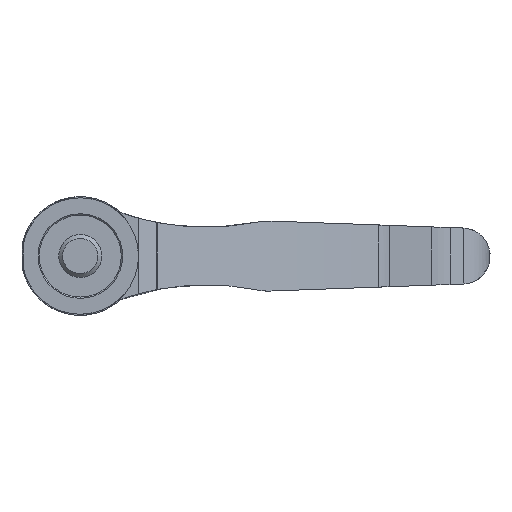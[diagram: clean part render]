
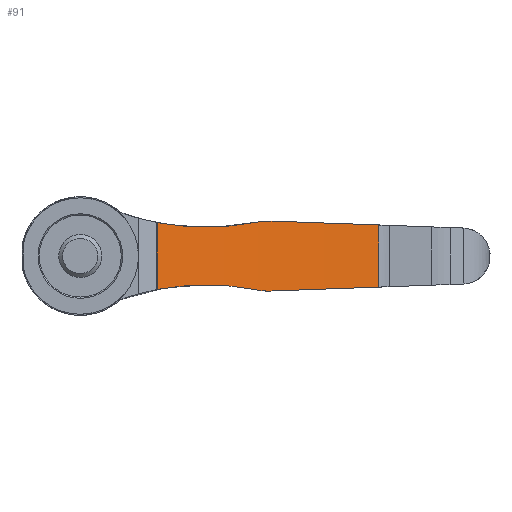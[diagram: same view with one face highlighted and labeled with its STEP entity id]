
A CAD part, front view. The second image highlights one B-rep face of the part: STEP entity #91.
In plain terms, the highlighted cylindrical face has radius 252.32 mm (diameter 504.64 mm), a partial arc.
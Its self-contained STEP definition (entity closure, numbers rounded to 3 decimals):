
#91 = ADVANCED_FACE( '', ( #232 ), #233, .F. );
#232 = FACE_OUTER_BOUND( '', #432, .T. );
#233 = CYLINDRICAL_SURFACE( '', #433, 252.32 );
#432 = EDGE_LOOP( '', ( #641, #642, #643, #644, #645, #646, #647, #648 ) );
#433 = AXIS2_PLACEMENT_3D( '', #649, #650, #651 );
#641 = ORIENTED_EDGE( '', *, *, #1141, .T. );
#642 = ORIENTED_EDGE( '', *, *, #1142, .F. );
#643 = ORIENTED_EDGE( '', *, *, #1143, .T. );
#644 = ORIENTED_EDGE( '', *, *, #1144, .T. );
#645 = ORIENTED_EDGE( '', *, *, #1145, .F. );
#646 = ORIENTED_EDGE( '', *, *, #1146, .T. );
#647 = ORIENTED_EDGE( '', *, *, #1147, .T. );
#648 = ORIENTED_EDGE( '', *, *, #1148, .F. );
#649 = CARTESIAN_POINT( '', ( 132.162, -195.671, 27.5 ) );
#650 = DIRECTION( '', ( 0., 0., 1. ) );
#651 = DIRECTION( '', ( -1., 0., 0. ) );
#1141 = EDGE_CURVE( '', #1351, #1352, #1353, .T. );
#1142 = EDGE_CURVE( '', #1354, #1352, #1355, .T. );
#1143 = EDGE_CURVE( '', #1354, #1356, #1357, .T. );
#1144 = EDGE_CURVE( '', #1356, #1358, #1359, .F. );
#1145 = EDGE_CURVE( '', #1360, #1358, #1361, .T. );
#1146 = EDGE_CURVE( '', #1360, #1362, #1363, .F. );
#1147 = EDGE_CURVE( '', #1362, #1364, #1365, .T. );
#1148 = EDGE_CURVE( '', #1351, #1364, #1366, .T. );
#1351 = VERTEX_POINT( '', #1778 );
#1352 = VERTEX_POINT( '', #1779 );
#1353 = LINE( '', #1780, #1781 );
#1354 = VERTEX_POINT( '', #1782 );
#1355 = B_SPLINE_CURVE_WITH_KNOTS( '', 3, ( #1783, #1784, #1785, #1786, #1787, #1788 ), .UNSPECIFIED., .F., .F., ( 4, 2, 4 ), ( 0., 0.013, 0.025 ), .UNSPECIFIED. );
#1356 = VERTEX_POINT( '', #1789 );
#1357 = B_SPLINE_CURVE_WITH_KNOTS( '', 3, ( #1790, #1791, #1792, #1793 ), .UNSPECIFIED., .F., .F., ( 4, 4 ), ( 0., 0.003 ), .UNSPECIFIED. );
#1358 = VERTEX_POINT( '', #1794 );
#1359 = ELLIPSE( '', #1795, 252.486, 252.32 );
#1360 = VERTEX_POINT( '', #1796 );
#1361 = LINE( '', #1797, #1798 );
#1362 = VERTEX_POINT( '', #1799 );
#1363 = ELLIPSE( '', #1800, 252.486, 252.32 );
#1364 = VERTEX_POINT( '', #1801 );
#1365 = B_SPLINE_CURVE_WITH_KNOTS( '', 3, ( #1802, #1803, #1804, #1805 ), .UNSPECIFIED., .F., .F., ( 4, 4 ), ( 0., 0.003 ), .UNSPECIFIED. );
#1366 = B_SPLINE_CURVE_WITH_KNOTS( '', 3, ( #1806, #1807, #1808, #1809, #1810, #1811 ), .UNSPECIFIED., .F., .F., ( 4, 2, 4 ), ( 0., 0.013, 0.025 ), .UNSPECIFIED. );
#1778 = CARTESIAN_POINT( '', ( 17.866, 29.278, 7.733 ) );
#1779 = CARTESIAN_POINT( '', ( 17.866, 29.278, -7.733 ) );
#1780 = CARTESIAN_POINT( '', ( 17.866, 29.278, 27.5 ) );
#1781 = VECTOR( '', #2330, 1000. );
#1782 = CARTESIAN_POINT( '', ( 41.13, 39.656, -7.875 ) );
#1783 = CARTESIAN_POINT( '', ( 41.13, 39.656, -7.875 ) );
#1784 = CARTESIAN_POINT( '', ( 37.17, 38.124, -7.043 ) );
#1785 = CARTESIAN_POINT( '', ( 33.25, 36.493, -6.645 ) );
#1786 = CARTESIAN_POINT( '', ( 25.496, 33.033, -6.616 ) );
#1787 = CARTESIAN_POINT( '', ( 21.66, 31.205, -6.984 ) );
#1788 = CARTESIAN_POINT( '', ( 17.866, 29.278, -7.733 ) );
#1789 = CARTESIAN_POINT( '', ( 43.967, 40.734, -8.117 ) );
#1790 = CARTESIAN_POINT( '', ( 41.13, 39.656, -7.875 ) );
#1791 = CARTESIAN_POINT( '', ( 42.065, 40.017, -8.071 ) );
#1792 = CARTESIAN_POINT( '', ( 43.011, 40.377, -8.152 ) );
#1793 = CARTESIAN_POINT( '', ( 43.967, 40.734, -8.117 ) );
#1794 = CARTESIAN_POINT( '', ( 69.134, 48.65, -7.203 ) );
#1795 = AXIS2_PLACEMENT_3D( '', #2331, #2332, #2333 );
#1796 = CARTESIAN_POINT( '', ( 69.134, 48.65, 7.203 ) );
#1797 = CARTESIAN_POINT( '', ( 69.134, 48.65, 27.5 ) );
#1798 = VECTOR( '', #2334, 1000. );
#1799 = CARTESIAN_POINT( '', ( 43.967, 40.734, 8.117 ) );
#1800 = AXIS2_PLACEMENT_3D( '', #2335, #2336, #2337 );
#1801 = CARTESIAN_POINT( '', ( 41.13, 39.656, 7.875 ) );
#1802 = CARTESIAN_POINT( '', ( 43.967, 40.734, 8.117 ) );
#1803 = CARTESIAN_POINT( '', ( 43.011, 40.377, 8.152 ) );
#1804 = CARTESIAN_POINT( '', ( 42.065, 40.017, 8.071 ) );
#1805 = CARTESIAN_POINT( '', ( 41.13, 39.656, 7.875 ) );
#1806 = CARTESIAN_POINT( '', ( 17.866, 29.278, 7.733 ) );
#1807 = CARTESIAN_POINT( '', ( 21.66, 31.205, 6.984 ) );
#1808 = CARTESIAN_POINT( '', ( 25.496, 33.033, 6.616 ) );
#1809 = CARTESIAN_POINT( '', ( 33.25, 36.493, 6.645 ) );
#1810 = CARTESIAN_POINT( '', ( 37.17, 38.124, 7.043 ) );
#1811 = CARTESIAN_POINT( '', ( 41.13, 39.656, 7.875 ) );
#2330 = DIRECTION( '', ( 0., 0., -1. ) );
#2331 = CARTESIAN_POINT( '', ( 132.162, -195.671, -4.914 ) );
#2332 = DIRECTION( '', ( -0.036, 0., 0.999 ) );
#2333 = DIRECTION( '', ( -0.999, 0., -0.036 ) );
#2334 = DIRECTION( '', ( 0., 0., -1. ) );
#2335 = CARTESIAN_POINT( '', ( 132.162, -195.671, 4.914 ) );
#2336 = DIRECTION( '', ( -0.036, 0., -0.999 ) );
#2337 = DIRECTION( '', ( 0.999, 0., -0.036 ) );
